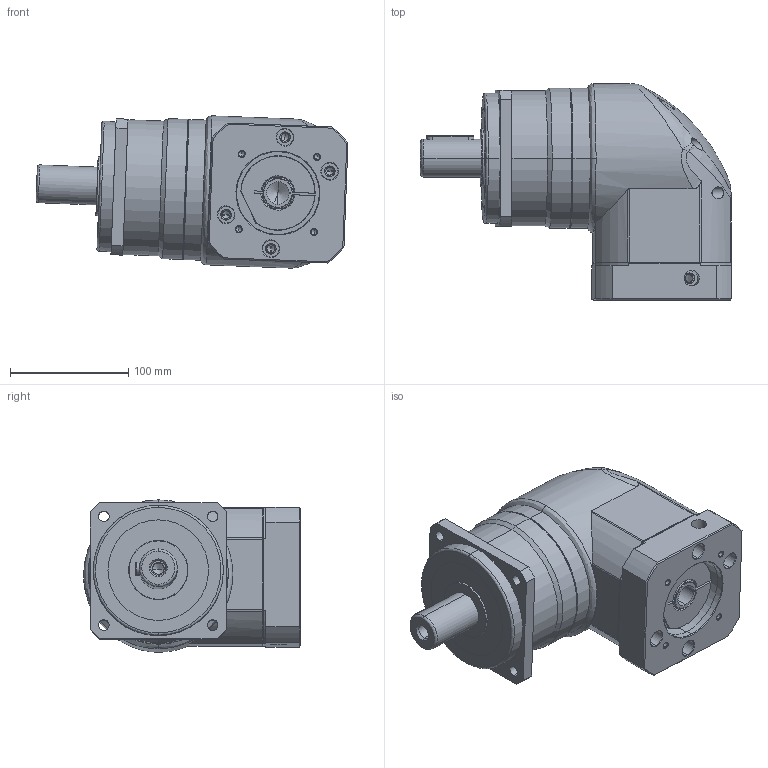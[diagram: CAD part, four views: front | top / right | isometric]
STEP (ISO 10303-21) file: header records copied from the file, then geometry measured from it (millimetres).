
FILE_DESCRIPTION (( 'STEP AP214' ), '1' );
FILE_NAME ('PBL115-L1-19-70-90-M5-M6.STEP', '2024-01-06T02:00:47', ( 'admin' ), ( '' ), 'SwSTEP 2.0', 'SolidWorks 2013', '' );
FILE_SCHEMA (( 'AUTOMOTIVE_DESIGN' ));
Length unit declared in the file: millimetre
Products named in the file (6): PBL115-L1-19-70-90-M5-M6; SDL115-22; SBL115_X2_8F9351658F7495017D2773AF_X0_-22; 22-19_X2_8F6C63625957_X0_; SBL115-70-90M6; PB115_X2_8F9351FA7AEF_X0_
Assembly tree (5 placements, depth 2):
  PBL115-L1-19-70-90-M5-M6
    SDL115-22
    SBL115_X2_8F9351658F7495017D2773AF_X0_-22
    22-19_X2_8F6C63625957_X0_
    SBL115-70-90M6
    PB115_X2_8F9351FA7AEF_X0_
Bounding box: 263.54 x 183 x 128.67 mm (x, y, z)
Volume: 2910761.5 mm3; surface area: 253248.2 mm2
Topology: 9 solids, 9 shells, 474 faces, 1174 edges, 715 vertices
Faces by surface type: cylinder 206, cone 129, plane 113, bspline 24, torus 2
Entity records: 26308 total; most frequent: CARTESIAN_POINT 10042, ORIENTED_EDGE 2248, DIRECTION 2187, EDGE_CURVE 1124, AXIS2_PLACEMENT_3D 857, VERTEX_POINT 715, EDGE_LOOP 563, UNCERTAINTY_MEASURE_WITH_UNIT 494
